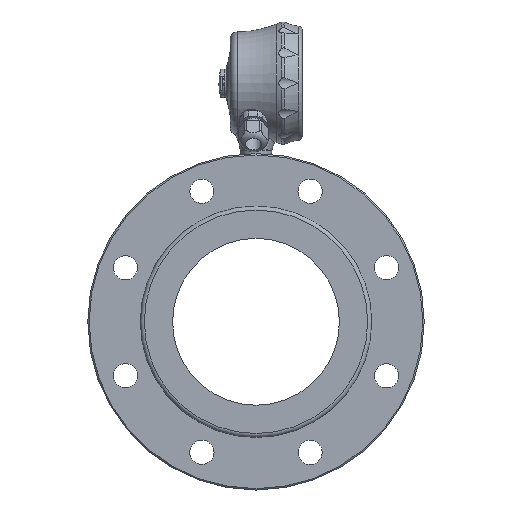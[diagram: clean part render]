
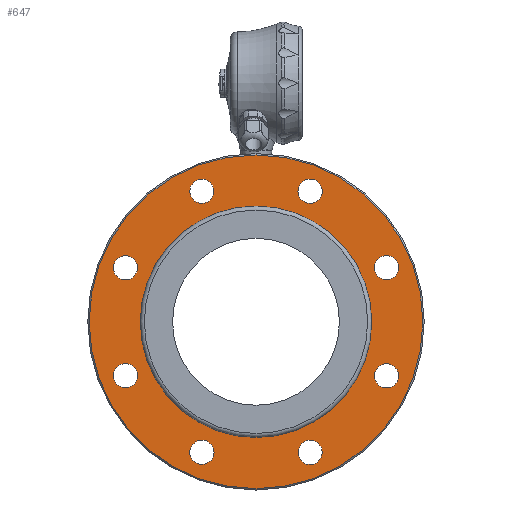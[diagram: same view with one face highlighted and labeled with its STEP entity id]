
A CAD part, front view. The second image highlights one B-rep face of the part: STEP entity #647.
In plain terms, the highlighted planar face has unit normal (0, -1, 0).
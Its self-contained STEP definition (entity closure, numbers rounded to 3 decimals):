
#647 = ADVANCED_FACE( '', ( #1761, #1762, #1763, #1764, #1765, #1766, #1767, #1768, #1769, #1770 ), #1771, .T. );
#1761 = FACE_OUTER_BOUND( '', #3572, .T. );
#1762 = FACE_BOUND( '', #3573, .T. );
#1763 = FACE_BOUND( '', #3574, .T. );
#1764 = FACE_BOUND( '', #3575, .T. );
#1765 = FACE_BOUND( '', #3576, .T. );
#1766 = FACE_BOUND( '', #3577, .T. );
#1767 = FACE_BOUND( '', #3578, .T. );
#1768 = FACE_BOUND( '', #3579, .T. );
#1769 = FACE_BOUND( '', #3580, .T. );
#1770 = FACE_BOUND( '', #3581, .T. );
#1771 = PLANE( '', #3582 );
#3572 = EDGE_LOOP( '', ( #6239 ) );
#3573 = EDGE_LOOP( '', ( #6240 ) );
#3574 = EDGE_LOOP( '', ( #6241 ) );
#3575 = EDGE_LOOP( '', ( #6242 ) );
#3576 = EDGE_LOOP( '', ( #6243 ) );
#3577 = EDGE_LOOP( '', ( #6244 ) );
#3578 = EDGE_LOOP( '', ( #6245 ) );
#3579 = EDGE_LOOP( '', ( #6246 ) );
#3580 = EDGE_LOOP( '', ( #6247 ) );
#3581 = EDGE_LOOP( '', ( #6248 ) );
#3582 = AXIS2_PLACEMENT_3D( '', #6249, #6250, #6251 );
#6239 = ORIENTED_EDGE( '', *, *, #10592, .T. );
#6240 = ORIENTED_EDGE( '', *, *, #10593, .F. );
#6241 = ORIENTED_EDGE( '', *, *, #10594, .F. );
#6242 = ORIENTED_EDGE( '', *, *, #10595, .F. );
#6243 = ORIENTED_EDGE( '', *, *, #10596, .F. );
#6244 = ORIENTED_EDGE( '', *, *, #10597, .F. );
#6245 = ORIENTED_EDGE( '', *, *, #10598, .F. );
#6246 = ORIENTED_EDGE( '', *, *, #10599, .F. );
#6247 = ORIENTED_EDGE( '', *, *, #10600, .F. );
#6248 = ORIENTED_EDGE( '', *, *, #10283, .F. );
#6249 = CARTESIAN_POINT( '', ( 0., -117., 86. ) );
#6250 = DIRECTION( '', ( 0., -1., 0. ) );
#6251 = DIRECTION( '', ( 0., 0., 1. ) );
#10283 = EDGE_CURVE( '', #12051, #12051, #12052, .T. );
#10592 = EDGE_CURVE( '', #12601, #12601, #12602, .T. );
#10593 = EDGE_CURVE( '', #12603, #12603, #12604, .T. );
#10594 = EDGE_CURVE( '', #12605, #12605, #12606, .T. );
#10595 = EDGE_CURVE( '', #12607, #12607, #12608, .T. );
#10596 = EDGE_CURVE( '', #12609, #12609, #12610, .T. );
#10597 = EDGE_CURVE( '', #12611, #12611, #12612, .T. );
#10598 = EDGE_CURVE( '', #12613, #12613, #12614, .T. );
#10599 = EDGE_CURVE( '', #12615, #12615, #12616, .T. );
#10600 = EDGE_CURVE( '', #12617, #12617, #12618, .T. );
#12051 = VERTEX_POINT( '', #14669 );
#12052 = CIRCLE( '', #14670, 86. );
#12601 = VERTEX_POINT( '', #17016 );
#12602 = CIRCLE( '', #17017, 124. );
#12603 = VERTEX_POINT( '', #17018 );
#12604 = CIRCLE( '', #17019, 9. );
#12605 = VERTEX_POINT( '', #17020 );
#12606 = CIRCLE( '', #17021, 9. );
#12607 = VERTEX_POINT( '', #17022 );
#12608 = CIRCLE( '', #17023, 9. );
#12609 = VERTEX_POINT( '', #17024 );
#12610 = CIRCLE( '', #17025, 9. );
#12611 = VERTEX_POINT( '', #17026 );
#12612 = CIRCLE( '', #17027, 9. );
#12613 = VERTEX_POINT( '', #17028 );
#12614 = CIRCLE( '', #17029, 9. );
#12615 = VERTEX_POINT( '', #17030 );
#12616 = CIRCLE( '', #17031, 9. );
#12617 = VERTEX_POINT( '', #17032 );
#12618 = CIRCLE( '', #17033, 9. );
#14669 = CARTESIAN_POINT( '', ( 0., -117., 86. ) );
#14670 = AXIS2_PLACEMENT_3D( '', #21492, #21493, #21494 );
#17016 = CARTESIAN_POINT( '', ( 0., -117., 124. ) );
#17017 = AXIS2_PLACEMENT_3D( '', #21817, #21818, #21819 );
#17018 = CARTESIAN_POINT( '', ( 90.643, -117., 46.546 ) );
#17019 = AXIS2_PLACEMENT_3D( '', #21820, #21821, #21822 );
#17020 = CARTESIAN_POINT( '', ( 97.007, -117., -31.182 ) );
#17021 = AXIS2_PLACEMENT_3D( '', #21823, #21824, #21825 );
#17022 = CARTESIAN_POINT( '', ( 46.546, -117., -90.643 ) );
#17023 = AXIS2_PLACEMENT_3D( '', #21826, #21827, #21828 );
#17024 = CARTESIAN_POINT( '', ( -31.182, -117., -97.007 ) );
#17025 = AXIS2_PLACEMENT_3D( '', #21829, #21830, #21831 );
#17026 = CARTESIAN_POINT( '', ( -90.643, -117., -46.546 ) );
#17027 = AXIS2_PLACEMENT_3D( '', #21832, #21833, #21834 );
#17028 = CARTESIAN_POINT( '', ( -97.007, -117., 31.182 ) );
#17029 = AXIS2_PLACEMENT_3D( '', #21835, #21836, #21837 );
#17030 = CARTESIAN_POINT( '', ( -46.546, -117., 90.643 ) );
#17031 = AXIS2_PLACEMENT_3D( '', #21838, #21839, #21840 );
#17032 = CARTESIAN_POINT( '', ( 31.182, -117., 97.007 ) );
#17033 = AXIS2_PLACEMENT_3D( '', #21841, #21842, #21843 );
#21492 = CARTESIAN_POINT( '', ( 0., -117., 0. ) );
#21493 = DIRECTION( '', ( 0., -1., 0. ) );
#21494 = DIRECTION( '', ( 0., 0., 1. ) );
#21817 = CARTESIAN_POINT( '', ( 0., -117., 0. ) );
#21818 = DIRECTION( '', ( 0., -1., 0. ) );
#21819 = DIRECTION( '', ( 0., 0., 1. ) );
#21820 = CARTESIAN_POINT( '', ( 97.007, -117., 40.182 ) );
#21821 = DIRECTION( '', ( 0., -1., 0. ) );
#21822 = DIRECTION( '', ( -0.707, 0., 0.707 ) );
#21823 = CARTESIAN_POINT( '', ( 97.007, -117., -40.182 ) );
#21824 = DIRECTION( '', ( 0., -1., 0. ) );
#21825 = DIRECTION( '', ( 0., 0., 1. ) );
#21826 = CARTESIAN_POINT( '', ( 40.182, -117., -97.007 ) );
#21827 = DIRECTION( '', ( 0., -1., 0. ) );
#21828 = DIRECTION( '', ( 0.707, 0., 0.707 ) );
#21829 = CARTESIAN_POINT( '', ( -40.182, -117., -97.007 ) );
#21830 = DIRECTION( '', ( 0., -1., 0. ) );
#21831 = DIRECTION( '', ( 1., 0., 0. ) );
#21832 = CARTESIAN_POINT( '', ( -97.007, -117., -40.182 ) );
#21833 = DIRECTION( '', ( 0., -1., 0. ) );
#21834 = DIRECTION( '', ( 0.707, 0., -0.707 ) );
#21835 = CARTESIAN_POINT( '', ( -97.007, -117., 40.182 ) );
#21836 = DIRECTION( '', ( 0., -1., 0. ) );
#21837 = DIRECTION( '', ( 0., 0., -1. ) );
#21838 = CARTESIAN_POINT( '', ( -40.182, -117., 97.007 ) );
#21839 = DIRECTION( '', ( 0., -1., 0. ) );
#21840 = DIRECTION( '', ( -0.707, 0., -0.707 ) );
#21841 = CARTESIAN_POINT( '', ( 40.182, -117., 97.007 ) );
#21842 = DIRECTION( '', ( 0., -1., 0. ) );
#21843 = DIRECTION( '', ( -1., 0., 0. ) );
